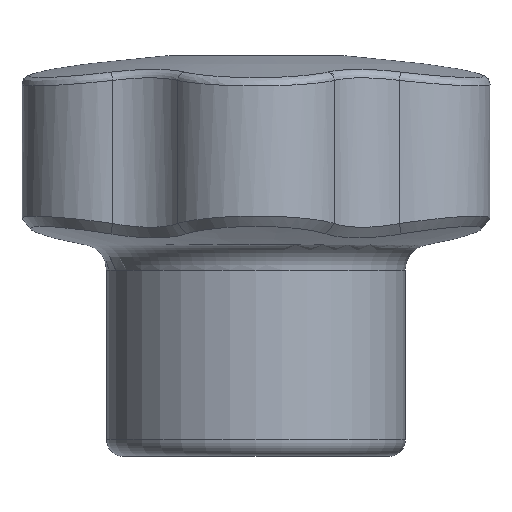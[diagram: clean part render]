
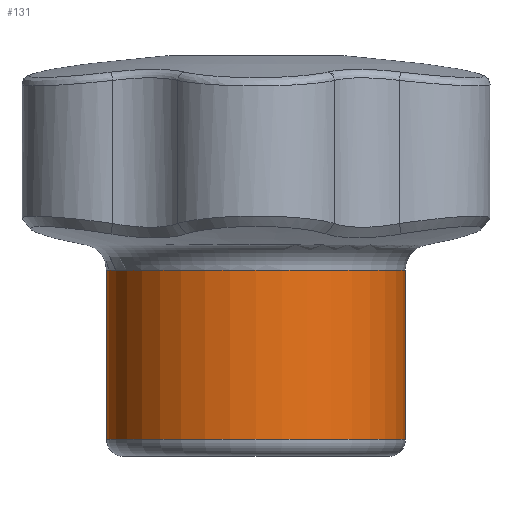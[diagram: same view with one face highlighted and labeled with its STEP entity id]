
A CAD part, front view. The second image highlights one B-rep face of the part: STEP entity #131.
In plain terms, the highlighted cylindrical face has radius 8.75 mm (diameter 17.5 mm), a full revolution.
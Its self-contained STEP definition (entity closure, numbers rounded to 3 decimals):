
#131 = ADVANCED_FACE( '', ( #279, #280 ), #281, .T. );
#279 = FACE_OUTER_BOUND( '', #2331, .T. );
#280 = FACE_OUTER_BOUND( '', #2332, .T. );
#281 = CYLINDRICAL_SURFACE( '', #2333, 8.75 );
#2331 = EDGE_LOOP( '', ( #3362 ) );
#2332 = EDGE_LOOP( '', ( #3363 ) );
#2333 = AXIS2_PLACEMENT_3D( '', #3364, #3365, #3366 );
#3362 = ORIENTED_EDGE( '', *, *, #3506, .T. );
#3363 = ORIENTED_EDGE( '', *, *, #3573, .T. );
#3364 = CARTESIAN_POINT( '', ( 0., 0., 23.65 ) );
#3365 = DIRECTION( '', ( 0., 0., -1. ) );
#3366 = DIRECTION( '', ( 1., 0., 0. ) );
#3506 = EDGE_CURVE( '', #3677, #3677, #3678, .T. );
#3573 = EDGE_CURVE( '', #3771, #3771, #3772, .F. );
#3677 = VERTEX_POINT( '', #4726 );
#3678 = CIRCLE( '', #4727, 8.75 );
#3771 = VERTEX_POINT( '', #5694 );
#3772 = CIRCLE( '', #5695, 8.75 );
#4726 = CARTESIAN_POINT( '', ( 8.75, 0., 1. ) );
#4727 = AXIS2_PLACEMENT_3D( '', #5835, #5836, #5837 );
#5694 = CARTESIAN_POINT( '', ( 8.75, 0., 10.917 ) );
#5695 = AXIS2_PLACEMENT_3D( '', #5868, #5869, #5870 );
#5835 = CARTESIAN_POINT( '', ( 0., 0., 1. ) );
#5836 = DIRECTION( '', ( 0., 0., 1. ) );
#5837 = DIRECTION( '', ( 1., 0., 0. ) );
#5868 = CARTESIAN_POINT( '', ( 0., 0., 10.917 ) );
#5869 = DIRECTION( '', ( 0., 0., 1. ) );
#5870 = DIRECTION( '', ( 1., 0., 0. ) );
